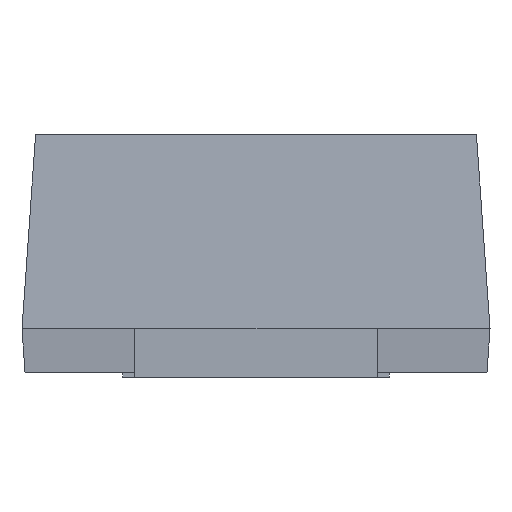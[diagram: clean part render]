
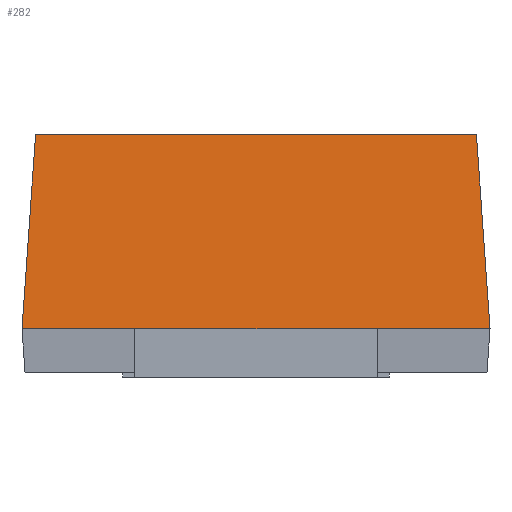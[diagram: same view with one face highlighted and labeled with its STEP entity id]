
A CAD part, left-side view. The second image highlights one B-rep face of the part: STEP entity #282.
In plain terms, the highlighted free-form (B-spline) face has degree [1, 1] with [2, 2] control points.
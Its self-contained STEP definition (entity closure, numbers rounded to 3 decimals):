
#102=VERTEX_POINT('',#103);
#103=CARTESIAN_POINT('',(-1.5,-0.5,0.2));
#142=VERTEX_POINT('',#143);
#143=CARTESIAN_POINT('',(-1.5,0.5,0.2));
#166=VECTOR('',#167,1.);
#167=DIRECTION('',(0.,-1.,0.));
#220=VERTEX_POINT('',#221);
#221=CARTESIAN_POINT('',(-1.5,-0.965,0.2));
#224=EDGE_CURVE('',#102,#220,#225,.T.);
#225=LINE('',#226,#166);
#226=CARTESIAN_POINT('',(-1.5,0.965,0.2));
#232=EDGE_CURVE('',#142,#102,#225,.T.);
#243=VERTEX_POINT('',#226);
#248=EDGE_CURVE('',#243,#142,#225,.T.);
#282=ADVANCED_FACE('',(#283),#301,.T.);
#283=FACE_BOUND('',#284,.T.);
#284=EDGE_LOOP('',(#285,#286,#287,#288,#293,#298));
#285=ORIENTED_EDGE('',*,*,#248,.T.);
#286=ORIENTED_EDGE('',*,*,#232,.T.);
#287=ORIENTED_EDGE('',*,*,#224,.T.);
#288=ORIENTED_EDGE('',*,*,#289,.T.);
#289=EDGE_CURVE('',#220,#290,#292,.T.);
#290=VERTEX_POINT('',#291);
#291=CARTESIAN_POINT('',(-1.444,-0.909,1.));
#292=B_SPLINE_CURVE_WITH_KNOTS('',1,(#221,#291),.UNSPECIFIED.,.F.,.F.,(2,2),(0.,1.),.PIECEWISE_BEZIER_KNOTS.);
#293=ORIENTED_EDGE('',*,*,#294,.F.);
#294=EDGE_CURVE('',#295,#290,#297,.T.);
#295=VERTEX_POINT('',#296);
#296=CARTESIAN_POINT('',(-1.444,0.909,1.));
#297=LINE('',#296,#166);
#298=ORIENTED_EDGE('',*,*,#299,.F.);
#299=EDGE_CURVE('',#243,#295,#300,.T.);
#300=B_SPLINE_CURVE_WITH_KNOTS('',1,(#226,#296),.UNSPECIFIED.,.F.,.F.,(2,2),(0.,1.),.PIECEWISE_BEZIER_KNOTS.);
#301=B_SPLINE_SURFACE_WITH_KNOTS('',1,1,((#226,#296),(#221,#291)),.UNSPECIFIED.,.F.,.F.,.F.,(2,2),(2,2),(0.,1.93),(0.,1.),.PIECEWISE_BEZIER_KNOTS.);
